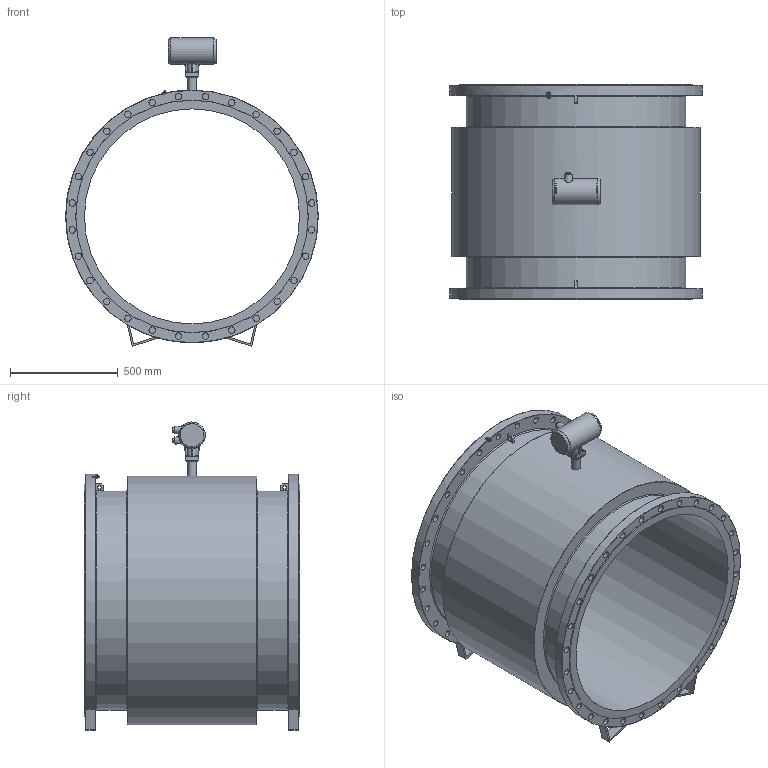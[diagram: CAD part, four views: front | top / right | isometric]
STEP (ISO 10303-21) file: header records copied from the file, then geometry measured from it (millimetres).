
FILE_DESCRIPTION(/* description */ (''),/* implementation_level */ '2;1');
FILE_NAME(/* name */ 'Flowmeter DN1000 PN6 Compact.step',/* time_stamp */ '2023-10-05T14:47:26+03:00',/* author */ (''),/* organization */ (''),/* preprocessor_version */ 'ST-DEVELOPER v20',/* originating_system */ 'Autodesk Translation Framework v12.14.0.127',/* authorisation */ '');
FILE_SCHEMA (('AUTOMOTIVE_DESIGN { 1 0 10303 214 3 1 1 }'));
Length unit declared in the file: millimetre
Products named in the file (3): Flowmeter DN1000 PN6 tube; Flowmeter v11; A_Compact_version
Assembly tree (2 placements, depth 3):
  Flowmeter DN1000 PN6 tube
    Flowmeter v11
      A_Compact_version
Bounding box: 1174.97 x 1000 x 1432 mm (x, y, z)
Volume: 197603678.4 mm3; surface area: 8616004.1 mm2
Topology: 1 solids, 6 shells, 693 faces, 1781 edges, 1149 vertices
Faces by surface type: plane 233, cylinder 198, bspline 157, cone 91, torus 14
Full cylindrical faces by diameter (mm): 3.332 x2, 3.961 x9, 4.234 x4, 5 x11, 5.5 x1, 6.5 x4, 8 x2, 10.394 x1, 12.394 x1, 14 x1, 17 x2, 18 x2, 18.137 x10, 18.631 x12, 29 x1, 30 x56, 42 x2, 72 x1, 110 x2, 113 x2, 123.5 x1, 1000 x1, 1020 x2, 1080 x2, 1155 x1
Entity records: 41014 total; most frequent: CARTESIAN_POINT 24987, ORIENTED_EDGE 3562, DIRECTION 2646, EDGE_CURVE 1781, VERTEX_POINT 1149, AXIS2_PLACEMENT_3D 981, EDGE_LOOP 898, FACE_OUTER_BOUND 693
